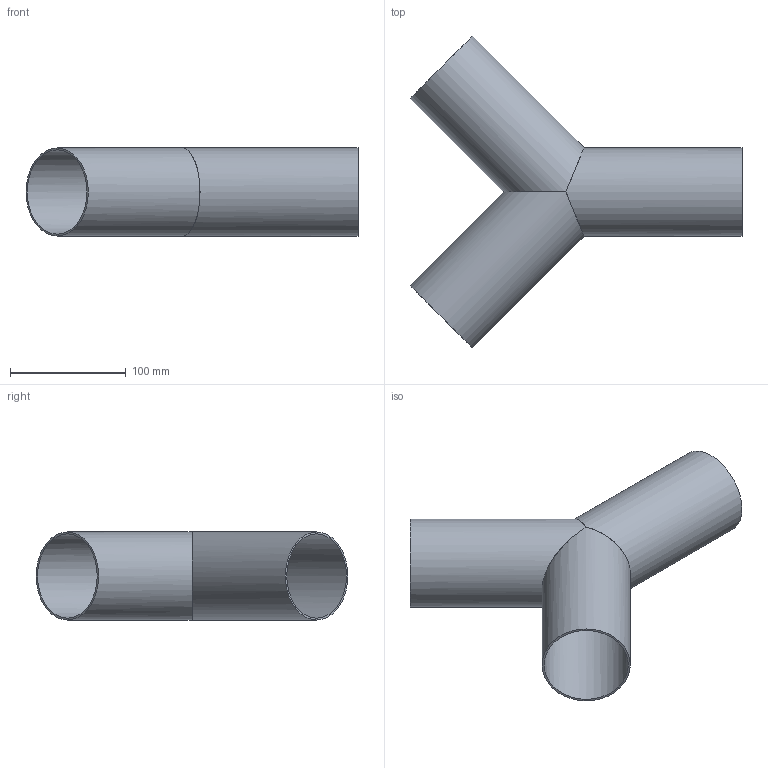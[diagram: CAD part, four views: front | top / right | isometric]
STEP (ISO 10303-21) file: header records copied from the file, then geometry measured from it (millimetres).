
FILE_DESCRIPTION(/* description */ (''),/* implementation_level */ '2;1');
FILE_NAME(/* name */ '28WB-3.stp',/* time_stamp */ '2022-05-26T15:28:51-04:00',/* author */ ('marcus'),/* organization */ (''),/* preprocessor_version */ 'ST-DEVELOPER v18.1',/* originating_system */ 'Autodesk Inventor 2020',/* authorisation */ '');
FILE_SCHEMA (('AUTOMOTIVE_DESIGN { 1 0 10303 214 3 1 1 }'));
Length unit declared in the file: inch
Products named in the file (4): 28WB-3; 28WB-3-1B; 28WB-3-1A; 28WB-3-1A_1
Assembly tree (3 placements, depth 2):
  28WB-3
    28WB-3-1B
    28WB-3-1A
    28WB-3-1A_1
Bounding box: 287.12 x 269.41 x 76.2 mm (x, y, z)
Volume: 160007.3 mm3; surface area: 196368 mm2
Topology: 3 solids, 3 shells, 15 faces, 34 edges, 22 vertices
Faces by surface type: plane 9, cylinder 6
Full cylindrical faces by diameter (mm): 72.898 x3, 76.2 x3
Entity records: 591 total; most frequent: DIRECTION 100, CARTESIAN_POINT 78, ORIENTED_EDGE 68, AXIS2_PLACEMENT_3D 44, EDGE_CURVE 34, VERTEX_POINT 22, EDGE_LOOP 18, FACE_OUTER_BOUND 15
